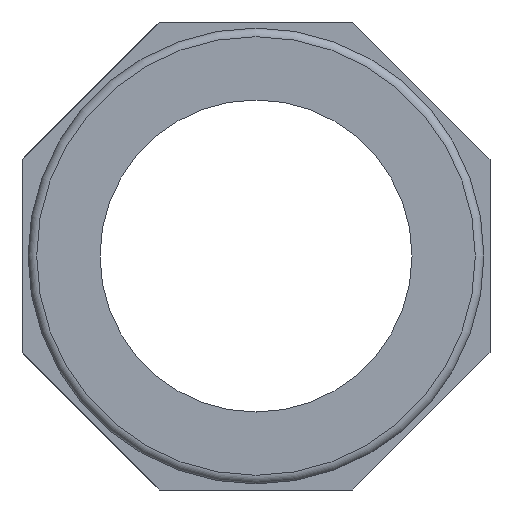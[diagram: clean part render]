
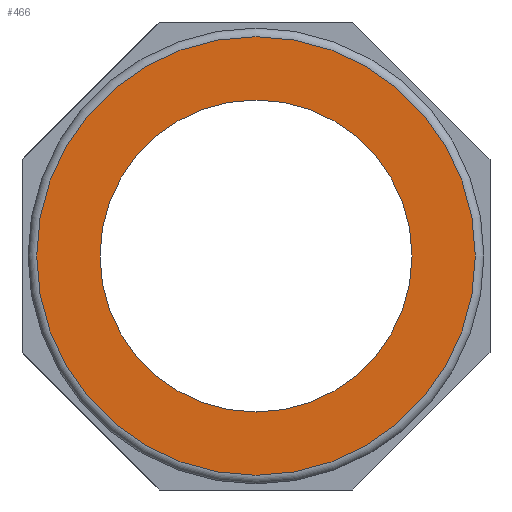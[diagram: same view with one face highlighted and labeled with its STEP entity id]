
A CAD part, front view. The second image highlights one B-rep face of the part: STEP entity #466.
In plain terms, the highlighted planar face has unit normal (0, -1, 0).
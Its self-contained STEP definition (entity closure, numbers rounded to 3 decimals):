
#466 = ADVANCED_FACE( '', ( #1111, #1112 ), #1113, .F. );
#1111 = FACE_OUTER_BOUND( '', #1954, .T. );
#1112 = FACE_BOUND( '', #1955, .T. );
#1113 = PLANE( '', #1956 );
#1954 = EDGE_LOOP( '', ( #3460 ) );
#1955 = EDGE_LOOP( '', ( #3461 ) );
#1956 = AXIS2_PLACEMENT_3D( '', #3462, #3463, #3464 );
#3460 = ORIENTED_EDGE( '', *, *, #5568, .T. );
#3461 = ORIENTED_EDGE( '', *, *, #5189, .T. );
#3462 = CARTESIAN_POINT( '', ( 0., -27., 0. ) );
#3463 = DIRECTION( '', ( 0., 1., 0. ) );
#3464 = DIRECTION( '', ( 0., 0., 1. ) );
#5189 = EDGE_CURVE( '', #6193, #6193, #6194, .T. );
#5568 = EDGE_CURVE( '', #6816, #6816, #6817, .F. );
#6193 = VERTEX_POINT( '', #7693 );
#6194 = CIRCLE( '', #7694, 9. );
#6816 = VERTEX_POINT( '', #8857 );
#6817 = CIRCLE( '', #8858, 12.65 );
#7693 = CARTESIAN_POINT( '', ( 9., -27., 0. ) );
#7694 = AXIS2_PLACEMENT_3D( '', #9812, #9813, #9814 );
#8857 = CARTESIAN_POINT( '', ( 0., -27., 12.65 ) );
#8858 = AXIS2_PLACEMENT_3D( '', #10094, #10095, #10096 );
#9812 = CARTESIAN_POINT( '', ( 0., -27., 0. ) );
#9813 = DIRECTION( '', ( 0., 1., 0. ) );
#9814 = DIRECTION( '', ( 1., 0., 0. ) );
#10094 = CARTESIAN_POINT( '', ( 0., -27., 0. ) );
#10095 = DIRECTION( '', ( 0., 1., 0. ) );
#10096 = DIRECTION( '', ( 0., 0., 1. ) );
